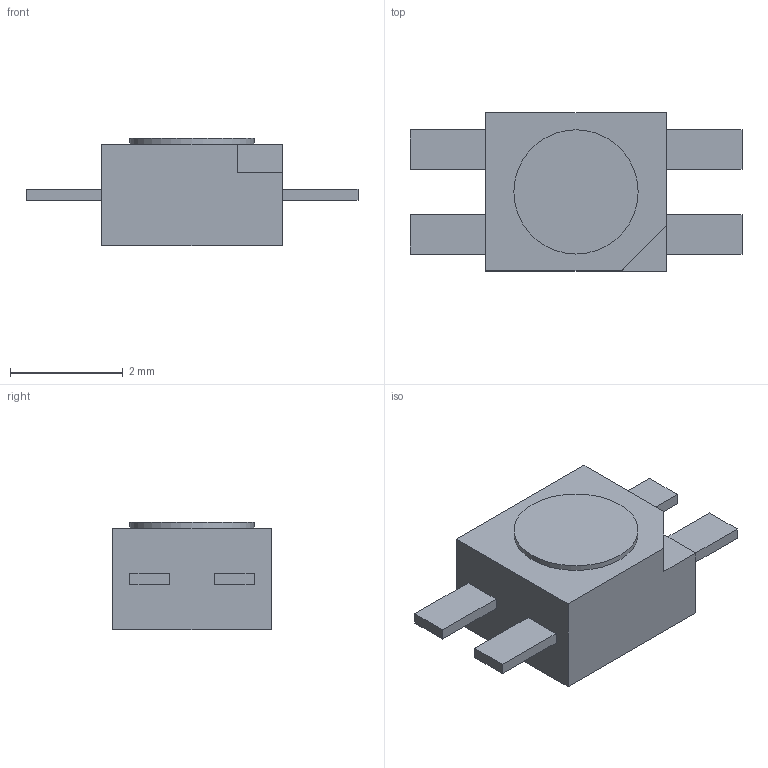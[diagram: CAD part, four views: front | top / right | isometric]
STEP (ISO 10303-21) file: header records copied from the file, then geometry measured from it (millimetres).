
FILE_DESCRIPTION(/* description */ (''),/* implementation_level */ '2;1');
FILE_NAME(/* name */ '3528反贴RGB全彩贴片led1.stp',/* time_stamp */ '2021-08-27T14:12:12+08:00',/* author */ (''),/* organization */ (''),/* preprocessor_version */ 'ST-DEVELOPER v16.7',/* originating_system */ 'SIEMENS PLM Software NX 12.0',/* authorisation */ '');
FILE_SCHEMA (('AUTOMOTIVE_DESIGN { 1 0 10303 214 3 1 1 1 }'));
Length unit declared in the file: millimetre
Products named in the file (1): hell1B20A7DBh5uf
Bounding box: 5.88 x 2.8 x 1.9 mm (x, y, z)
Volume: 17.1 mm3; surface area: 49.6 mm2
Topology: 1 solids, 1 shells, 30 faces, 69 edges, 47 vertices
Faces by surface type: plane 29, cylinder 1
Full cylindrical faces by diameter (mm): 2.2 x1
Entity records: 882 total; most frequent: CARTESIAN_POINT 147, ORIENTED_EDGE 136, DIRECTION 134, EDGE_CURVE 68, LINE 66, VECTOR 66, VERTEX_POINT 46, EDGE_LOOP 36
